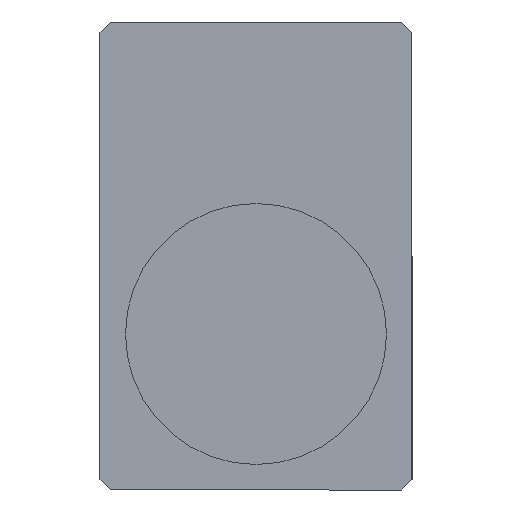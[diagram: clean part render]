
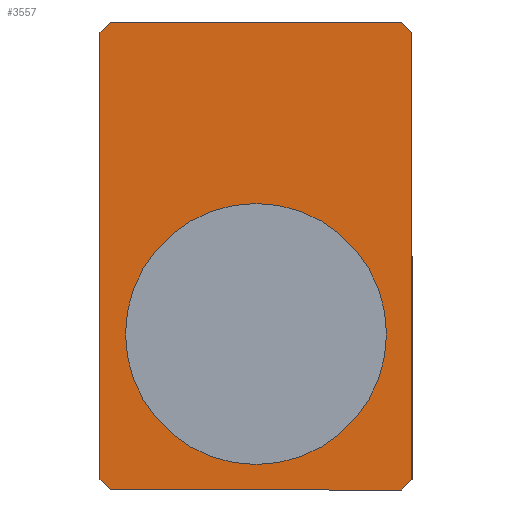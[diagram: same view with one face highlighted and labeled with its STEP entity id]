
A CAD part, left-side view. The second image highlights one B-rep face of the part: STEP entity #3557.
In plain terms, the highlighted planar face has unit normal (-1, 0, 0).
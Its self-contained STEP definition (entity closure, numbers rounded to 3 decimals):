
#48=FACE_BOUND('',#1092,.F.);
#356=PLANE('',#7636);
#709=FACE_OUTER_BOUND('',#1093,.F.);
#1092=EDGE_LOOP('',(#3128,#3129));
#1093=EDGE_LOOP('',(#3130,#3131,#3132,#3133,#3134,#3135,#3136,#3137));
#3128=ORIENTED_EDGE('',*,*,#6269,.T.);
#3129=ORIENTED_EDGE('',*,*,#6268,.T.);
#3130=ORIENTED_EDGE('',*,*,#6271,.F.);
#3131=ORIENTED_EDGE('',*,*,#6236,.T.);
#3132=ORIENTED_EDGE('',*,*,#6277,.F.);
#3133=ORIENTED_EDGE('',*,*,#6232,.T.);
#3134=ORIENTED_EDGE('',*,*,#6273,.T.);
#3135=ORIENTED_EDGE('',*,*,#6244,.T.);
#3136=ORIENTED_EDGE('',*,*,#6276,.T.);
#3137=ORIENTED_EDGE('',*,*,#6240,.T.);
#3557=ADVANCED_FACE('',(#48,#709),#356,.T.);
#4396=LINE('',#19241,#4954);
#4400=LINE('',#19245,#4958);
#4404=LINE('',#19249,#4962);
#4408=LINE('',#19253,#4966);
#4413=LINE('',#19280,#4971);
#4415=LINE('',#19282,#4973);
#4418=LINE('',#19285,#4976);
#4419=LINE('',#19286,#4977);
#4954=VECTOR('',#9315,1.414);
#4958=VECTOR('',#9319,1.414);
#4962=VECTOR('',#9323,1.414);
#4966=VECTOR('',#9327,1.414);
#4971=VECTOR('',#9376,28.);
#4973=VECTOR('',#9378,28.);
#4976=VECTOR('',#9381,43.);
#4977=VECTOR('',#9382,43.);
#5240=CIRCLE('',#7625,12.55);
#5241=CIRCLE('',#7626,12.55);
#6232=EDGE_CURVE('',#6993,#6992,#4396,.T.);
#6236=EDGE_CURVE('',#6989,#6988,#4400,.T.);
#6240=EDGE_CURVE('',#6985,#6984,#4404,.T.);
#6244=EDGE_CURVE('',#6981,#6980,#4408,.T.);
#6268=EDGE_CURVE('',#6957,#6956,#5240,.T.);
#6269=EDGE_CURVE('',#6956,#6957,#5241,.T.);
#6271=EDGE_CURVE('',#6989,#6984,#4413,.T.);
#6273=EDGE_CURVE('',#6992,#6981,#4415,.T.);
#6276=EDGE_CURVE('',#6980,#6985,#4418,.T.);
#6277=EDGE_CURVE('',#6993,#6988,#4419,.T.);
#6956=VERTEX_POINT('',#19199);
#6957=VERTEX_POINT('',#19200);
#6980=VERTEX_POINT('',#19223);
#6981=VERTEX_POINT('',#19224);
#6984=VERTEX_POINT('',#19227);
#6985=VERTEX_POINT('',#19228);
#6988=VERTEX_POINT('',#19231);
#6989=VERTEX_POINT('',#19232);
#6992=VERTEX_POINT('',#19235);
#6993=VERTEX_POINT('',#19236);
#7625=AXIS2_PLACEMENT_3D('',#19277,#9371,#9372);
#7626=AXIS2_PLACEMENT_3D('',#19278,#9373,#9374);
#7636=AXIS2_PLACEMENT_3D('',#19310,#9415,#9416);
#9315=DIRECTION('',(0.,0.707,-0.707));
#9319=DIRECTION('',(0.,-0.707,-0.707));
#9323=DIRECTION('',(0.,-0.707,0.707));
#9327=DIRECTION('',(0.,0.707,0.707));
#9371=DIRECTION('',(-1.,0.,0.));
#9372=DIRECTION('',(0.,0.,1.));
#9373=DIRECTION('',(-1.,0.,0.));
#9374=DIRECTION('',(0.,0.,-1.));
#9376=DIRECTION('',(0.,1.,0.));
#9378=DIRECTION('',(0.,1.,0.));
#9381=DIRECTION('',(0.,0.,1.));
#9382=DIRECTION('',(0.,0.,1.));
#9415=DIRECTION('',(-1.,0.,0.));
#9416=DIRECTION('',(0.,1.,0.));
#19199=CARTESIAN_POINT('',(-99.996,6.5,8.45));
#19200=CARTESIAN_POINT('',(-99.996,6.5,33.55));
#19223=CARTESIAN_POINT('',(-99.996,21.5,7.));
#19224=CARTESIAN_POINT('',(-99.996,20.5,6.));
#19227=CARTESIAN_POINT('',(-99.996,20.5,51.));
#19228=CARTESIAN_POINT('',(-99.996,21.5,50.));
#19231=CARTESIAN_POINT('',(-99.996,-8.5,50.));
#19232=CARTESIAN_POINT('',(-99.996,-7.5,51.));
#19235=CARTESIAN_POINT('',(-99.996,-7.5,6.));
#19236=CARTESIAN_POINT('',(-99.996,-8.5,7.));
#19241=CARTESIAN_POINT('',(-99.996,-8.5,7.));
#19245=CARTESIAN_POINT('',(-99.996,-7.5,51.));
#19249=CARTESIAN_POINT('',(-99.996,21.5,50.));
#19253=CARTESIAN_POINT('',(-99.996,20.5,6.));
#19277=CARTESIAN_POINT('',(-99.996,6.5,21.));
#19278=CARTESIAN_POINT('',(-99.996,6.5,21.));
#19280=CARTESIAN_POINT('',(-99.996,-7.5,51.));
#19282=CARTESIAN_POINT('',(-99.996,-7.5,6.));
#19285=CARTESIAN_POINT('',(-99.996,21.5,7.));
#19286=CARTESIAN_POINT('',(-99.996,-8.5,7.));
#19310=CARTESIAN_POINT('',(-99.996,-8.95,51.45));
